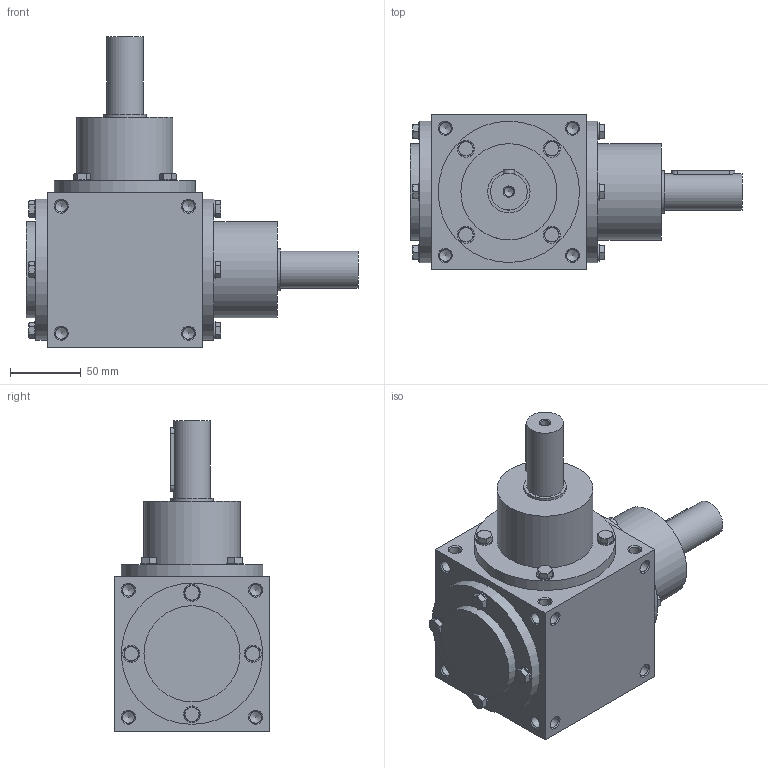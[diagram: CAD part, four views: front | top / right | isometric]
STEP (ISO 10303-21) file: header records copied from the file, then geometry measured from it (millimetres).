
FILE_DESCRIPTION( ( 'STEP AP214' ), ' ' );
FILE_NAME( 'RZ110_S32_R.1_1.5.stp', '2017-10-01T14:45:22', ( '' ), ( '' ), ' ', 'PARTsolutions', ' ' );
FILE_SCHEMA( ( 'AUTOMOTIVE_DESIGN { 1 0 10303 214 1 1 1 1 }' ) );
Length unit declared in the file: millimetre
Products named in the file (4): RZ110_S32_R.1/1.5; _RZ11032-case; _RR110-shaft; _RC_RR110-screw
Assembly tree (15 placements, depth 2):
  RZ110_S32_R.1/1.5
    _RZ11032-case
    _RR110-shaft  x2
    _RC_RR110-screw  x12
Bounding box: 235 x 110 x 220 mm (x, y, z)
Volume: 1905945.3 mm3; surface area: 152736.3 mm2
Topology: 15 solids, 15 shells, 336 faces, 826 edges, 512 vertices
Faces by surface type: plane 134, cone 124, cylinder 78
Full cylindrical faces by diameter (mm): 6.647 x2, 8.376 x48, 12 x12, 26 x2, 30 x4, 68 x3, 100 x3
Entity records: 5294 total; most frequent: DIRECTION 760, CARTESIAN_POINT 756, ORIENTED_EDGE 494, AXIS2_PLACEMENT_3D 364, EDGE_LOOP 268, EDGE_CURVE 247, VERTEX_POINT 220, FACE_OUTER_BOUND 207
